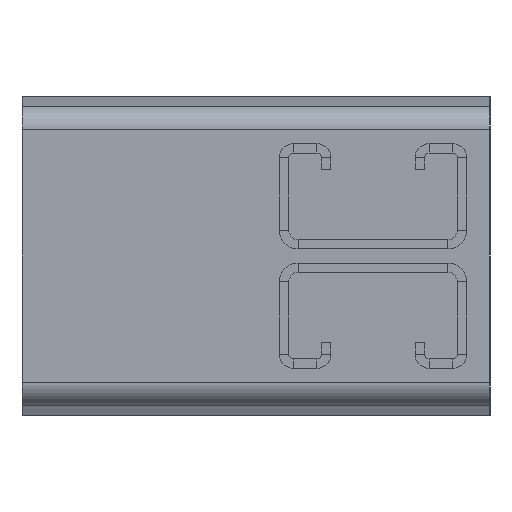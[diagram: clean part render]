
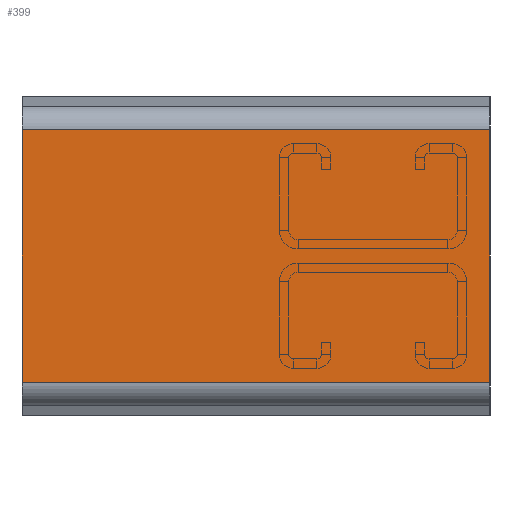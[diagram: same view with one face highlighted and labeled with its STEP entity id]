
A CAD part, left-side view. The second image highlights one B-rep face of the part: STEP entity #399.
In plain terms, the highlighted face is planar.
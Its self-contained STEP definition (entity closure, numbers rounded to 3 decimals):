
#14 = CARTESIAN_POINT ( 'NONE',  ( -50., 26.98, 0. ) ) ;
#36 = EDGE_CURVE ( 'NONE', #204, #795, #66, .T. ) ;
#51 = VERTEX_POINT ( 'NONE', #1066 ) ;
#66 = LINE ( 'NONE', #1507, #517 ) ;
#85 = ORIENTED_EDGE ( 'NONE', *, *, #36, .T. ) ;
#88 = LINE ( 'NONE', #1329, #869 ) ;
#128 = EDGE_CURVE ( 'NONE', #204, #51, #1313, .T. ) ;
#204 = VERTEX_POINT ( 'NONE', #900 ) ;
#211 = AXIS2_PLACEMENT_3D ( 'NONE', #1288, #1725, #896 ) ;
#217 = VERTEX_POINT ( 'NONE', #14 ) ;
#218 = ORIENTED_EDGE ( 'NONE', *, *, #128, .F. ) ;
#223 = VECTOR ( 'NONE', #1466, 1000. ) ;
#255 = CARTESIAN_POINT ( 'NONE',  ( -50., -26.98, 0. ) ) ;
#293 = VECTOR ( 'NONE', #675, 1000. ) ;
#329 = ORIENTED_EDGE ( 'NONE', *, *, #460, .F. ) ;
#399 = ADVANCED_FACE ( 'NONE', ( #722 ), #621, .F. ) ;
#460 = EDGE_CURVE ( 'NONE', #51, #217, #88, .T. ) ;
#517 = VECTOR ( 'NONE', #545, 1000. ) ;
#529 = DIRECTION ( 'NONE',  ( -1., 0., 0. ) ) ;
#545 = DIRECTION ( 'NONE',  ( -1., 0., 0. ) ) ;
#554 = EDGE_CURVE ( 'NONE', #795, #217, #700, .T. ) ;
#621 = PLANE ( 'NONE',  #211 ) ;
#649 = CARTESIAN_POINT ( 'NONE',  ( 50., 31.25, 0. ) ) ;
#675 = DIRECTION ( 'NONE',  ( 0., 1., 0. ) ) ;
#700 = LINE ( 'NONE', #1208, #293 ) ;
#701 = ORIENTED_EDGE ( 'NONE', *, *, #554, .T. ) ;
#722 = FACE_OUTER_BOUND ( 'NONE', #1034, .T. ) ;
#795 = VERTEX_POINT ( 'NONE', #255 ) ;
#869 = VECTOR ( 'NONE', #529, 1000. ) ;
#896 = DIRECTION ( 'NONE',  ( 1., 0., 0. ) ) ;
#900 = CARTESIAN_POINT ( 'NONE',  ( 50., -26.98, 0. ) ) ;
#1034 = EDGE_LOOP ( 'NONE', ( #701, #329, #218, #85 ) ) ;
#1066 = CARTESIAN_POINT ( 'NONE',  ( 50., 26.98, 0. ) ) ;
#1208 = CARTESIAN_POINT ( 'NONE',  ( -50., 31.25, 0. ) ) ;
#1288 = CARTESIAN_POINT ( 'NONE',  ( 50., 31.25, 0. ) ) ;
#1313 = LINE ( 'NONE', #649, #223 ) ;
#1329 = CARTESIAN_POINT ( 'NONE',  ( 50., 26.98, 0. ) ) ;
#1466 = DIRECTION ( 'NONE',  ( 0., 1., 0. ) ) ;
#1507 = CARTESIAN_POINT ( 'NONE',  ( 50., -26.98, 0. ) ) ;
#1725 = DIRECTION ( 'NONE',  ( 0., 0., 1. ) ) ;
